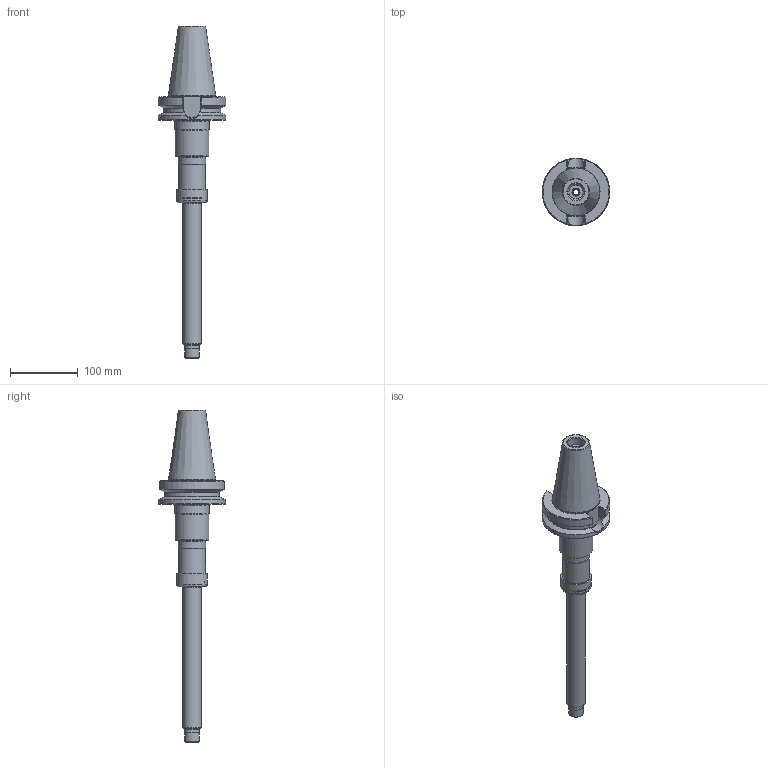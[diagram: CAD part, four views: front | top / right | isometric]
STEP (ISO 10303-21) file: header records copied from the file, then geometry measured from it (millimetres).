
FILE_DESCRIPTION(/* description */ (''),/* implementation_level */ '2;1');
FILE_NAME(/* name */ '885113230.stp',/* time_stamp */ '2023-03-15T12:10:54',/* author */ ('Ratnasingam Jekanthan'),/* organization */ ('REGO-FIX'),/* preprocessor_version */ ' Unknown',/* originating_system */ 'SIEMENS PLM Software Solid Edge ST10',/* authorization */ 'Unknown');
FILE_SCHEMA (('AUTOMOTIVE_DESIGN { 1 0 10303 214 2 1 1}'));
Length unit declared in the file: millimetre
Products named in the file (1): NOCUT
Bounding box: 100 x 100 x 491.3 mm (x, y, z)
Volume: 732107.7 mm3; surface area: 110434 mm2
Topology: 1 solids, 3 shells, 144 faces, 332 edges, 204 vertices
Faces by surface type: plane 43, cone 39, cylinder 36, torus 24, bspline 2
Full cylindrical faces by diameter (mm): 8.376 x1, 8.5 x1, 10 x1, 10.5 x1, 20.752 x2, 22 x2, 23.8 x1, 24.7 x1, 25 x2, 28 x1, 29 x1, 33 x1, 34 x1, 38.376 x1, 40 x1, 40.05 x1, 40.5 x1, 43.3 x1, 45.65 x1, 50 x1, 50.5 x1, 100 x1
Entity records: 4688 total; most frequent: CARTESIAN_POINT 816, DIRECTION 612, ORIENTED_EDGE 468, AXIS2_PLACEMENT_3D 274, EDGE_LOOP 236, FACE_BOUND 236, EDGE_CURVE 234, VERTEX_POINT 182
